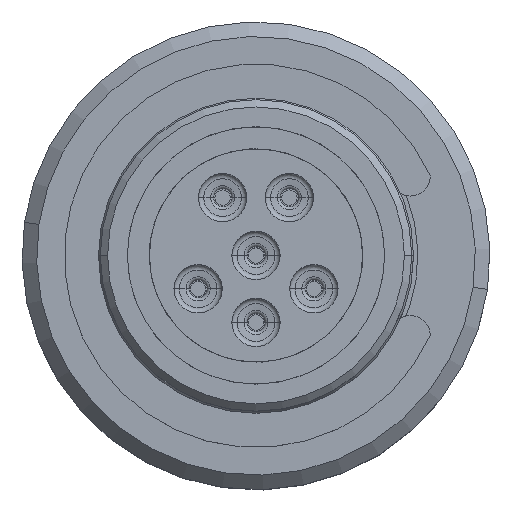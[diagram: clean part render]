
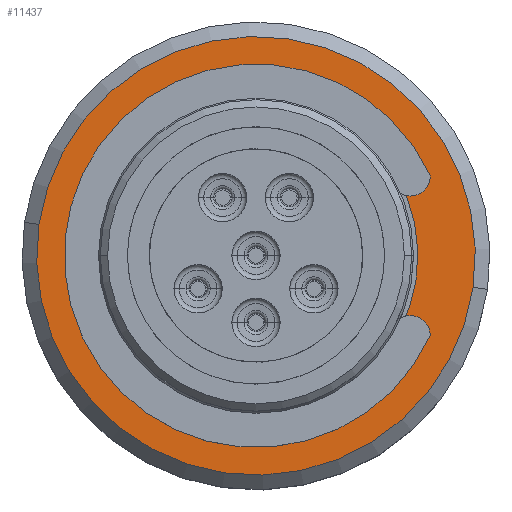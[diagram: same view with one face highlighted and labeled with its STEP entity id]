
A CAD part, top view. The second image highlights one B-rep face of the part: STEP entity #11437.
In plain terms, the highlighted planar face has unit normal (0, 0, 1).
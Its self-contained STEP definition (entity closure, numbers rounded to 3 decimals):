
#106 = CIRCLE ( 'NONE', #19216, 7.5 ) ;
#819 = CARTESIAN_POINT ( 'NONE',  ( 0., 0., -8.328 ) ) ;
#2969 = EDGE_LOOP ( 'NONE', ( #4670, #13344 ) ) ;
#3160 = DIRECTION ( 'NONE',  ( 0., 0., -1. ) ) ;
#3280 = CARTESIAN_POINT ( 'NONE',  ( 0., 0., -8.328 ) ) ;
#4162 = DIRECTION ( 'NONE',  ( -0.99, 0.143, 0. ) ) ;
#4670 = ORIENTED_EDGE ( 'NONE', *, *, #19081, .T. ) ;
#6724 = CIRCLE ( 'NONE', #12615, 5.535 ) ;
#6799 = AXIS2_PLACEMENT_3D ( 'NONE', #3280, #32971, #18296 ) ;
#6978 = EDGE_CURVE ( 'NONE', #36731, #20220, #106, .T. ) ;
#7336 = AXIS2_PLACEMENT_3D ( 'NONE', #22255, #21774, #4162 ) ;
#7667 = EDGE_CURVE ( 'NONE', #33026, #13495, #25166, .T. ) ;
#9360 = ORIENTED_EDGE ( 'NONE', *, *, #7667, .T. ) ;
#9552 = CARTESIAN_POINT ( 'NONE',  ( 5.478, -0.793, -8.328 ) ) ;
#9666 = DIRECTION ( 'NONE',  ( 0., 0., 1. ) ) ;
#11355 = CARTESIAN_POINT ( 'NONE',  ( 7.423, -1.074, -8.328 ) ) ;
#11437 = ADVANCED_FACE ( 'NONE', ( #19755, #14145 ), #34081, .T. ) ;
#12615 = AXIS2_PLACEMENT_3D ( 'NONE', #819, #3160, #24007 ) ;
#13344 = ORIENTED_EDGE ( 'NONE', *, *, #6978, .T. ) ;
#13495 = VERTEX_POINT ( 'NONE', #34997 ) ;
#14145 = FACE_OUTER_BOUND ( 'NONE', #2969, .T. ) ;
#15474 = CARTESIAN_POINT ( 'NONE',  ( -7.423, 1.074, -8.328 ) ) ;
#15989 = DIRECTION ( 'NONE',  ( 0., 0., -1. ) ) ;
#18296 = DIRECTION ( 'NONE',  ( -0.99, 0.143, 0. ) ) ;
#18477 = CARTESIAN_POINT ( 'NONE',  ( 0., 0., -8.328 ) ) ;
#19081 = EDGE_CURVE ( 'NONE', #20220, #36731, #21103, .T. ) ;
#19216 = AXIS2_PLACEMENT_3D ( 'NONE', #24000, #9666, #21285 ) ;
#19755 = FACE_BOUND ( 'NONE', #37181, .T. ) ;
#20220 = VERTEX_POINT ( 'NONE', #11355 ) ;
#21103 = CIRCLE ( 'NONE', #6799, 7.5 ) ;
#21285 = DIRECTION ( 'NONE',  ( -0.99, 0.143, 0. ) ) ;
#21774 = DIRECTION ( 'NONE',  ( 0., 0., 1. ) ) ;
#22255 = CARTESIAN_POINT ( 'NONE',  ( 0., 0., -8.328 ) ) ;
#24000 = CARTESIAN_POINT ( 'NONE',  ( 0., 0., -8.328 ) ) ;
#24007 = DIRECTION ( 'NONE',  ( 0.99, -0.143, 0. ) ) ;
#25166 = CIRCLE ( 'NONE', #33941, 5.535 ) ;
#30273 = DIRECTION ( 'NONE',  ( 0.99, -0.143, 0. ) ) ;
#32971 = DIRECTION ( 'NONE',  ( 0., 0., 1. ) ) ;
#33026 = VERTEX_POINT ( 'NONE', #9552 ) ;
#33941 = AXIS2_PLACEMENT_3D ( 'NONE', #18477, #15989, #30273 ) ;
#34081 = PLANE ( 'NONE',  #7336 ) ;
#34229 = EDGE_CURVE ( 'NONE', #13495, #33026, #6724, .T. ) ;
#34997 = CARTESIAN_POINT ( 'NONE',  ( -5.478, 0.793, -8.328 ) ) ;
#36731 = VERTEX_POINT ( 'NONE', #15474 ) ;
#37181 = EDGE_LOOP ( 'NONE', ( #9360, #38153 ) ) ;
#38153 = ORIENTED_EDGE ( 'NONE', *, *, #34229, .T. ) ;
